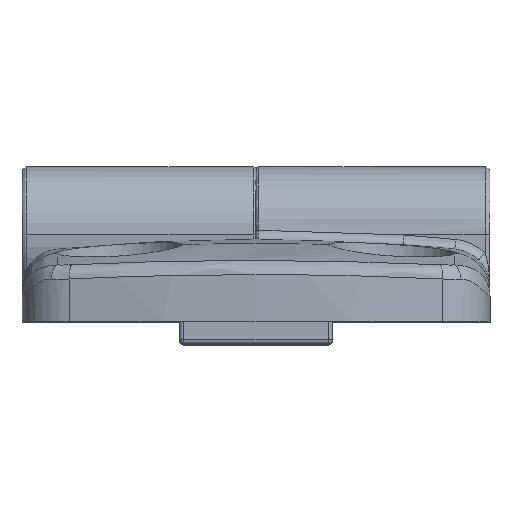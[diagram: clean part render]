
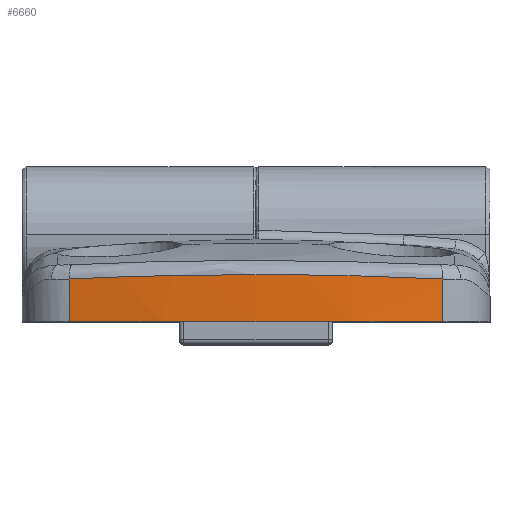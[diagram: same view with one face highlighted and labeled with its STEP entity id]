
A CAD part, top view. The second image highlights one B-rep face of the part: STEP entity #6660.
In plain terms, the highlighted cylindrical face has radius 100 mm (diameter 200 mm), a partial arc.
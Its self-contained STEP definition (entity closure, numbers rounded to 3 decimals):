
#215 = VERTEX_POINT ( 'NONE', #4837 ) ;
#229 = EDGE_CURVE ( 'NONE', #10711, #11217, #2767, .T. ) ;
#274 = EDGE_CURVE ( 'NONE', #2482, #10711, #5216, .T. ) ;
#381 = EDGE_CURVE ( 'NONE', #8697, #11217, #11761, .T. ) ;
#423 = EDGE_CURVE ( 'NONE', #215, #8697, #7405, .T. ) ;
#444 = EDGE_CURVE ( 'NONE', #215, #2482, #6824, .T. ) ;
#1680 = DIRECTION ( 'NONE',  ( 1., 0., 0. ) ) ;
#1708 = CYLINDRICAL_SURFACE ( 'NONE', #5910, 100. ) ;
#1762 = CARTESIAN_POINT ( 'NONE',  ( 0., 8.5, 70.5 ) ) ;
#1782 = DIRECTION ( 'NONE',  ( 0., -1., 0. ) ) ;
#2482 = VERTEX_POINT ( 'NONE', #7109 ) ;
#2767 = B_SPLINE_CURVE_WITH_KNOTS ( 'NONE', 3,
 ( #11776, #11843, #11744, #11724, #11707, #11698, #11683, #11681, #11672, #11639, #11625, #11606, #11594, #11590, #11553 ),
 .UNSPECIFIED., .F., .F.,
 ( 4, 2, 1, 1, 1, 1, 1, 2, 2, 4 ),
 ( 0., 0.25, 0.375, 0.438, 0.469, 0.484, 0.492, 0.496, 0.5, 1. ),
 .UNSPECIFIED. ) ;
#3059 = VECTOR ( 'NONE', #8961, 1000. ) ;
#4492 = ORIENTED_EDGE ( 'NONE', *, *, #274, .T. ) ;
#4603 = CARTESIAN_POINT ( 'NONE',  ( 19.149, 4.401, -27.65 ) ) ;
#4837 = CARTESIAN_POINT ( 'NONE',  ( -19.149, 0., -27.649 ) ) ;
#5216 = B_SPLINE_CURVE_WITH_KNOTS ( 'NONE', 3,
 ( #10537, #10548, #10510, #10501, #10490, #10473, #10448, #10447, #10423, #10413, #10410, #10398, #10396, #10373, #10364 ),
 .UNSPECIFIED., .F., .F.,
 ( 4, 2, 2, 1, 1, 1, 2, 2, 4 ),
 ( 0., 0.25, 0.375, 0.438, 0.469, 0.484, 0.492, 0.5, 1. ),
 .UNSPECIFIED. ) ;
#5910 = AXIS2_PLACEMENT_3D ( 'NONE', #1762, #1782, #1680 ) ;
#6660 = ADVANCED_FACE ( 'NONE', ( #10695 ), #1708, .T. ) ;
#6824 = LINE ( 'NONE', #8509, #9617 ) ;
#7109 = CARTESIAN_POINT ( 'NONE',  ( -19.149, 4.401, -27.65 ) ) ;
#7312 = EDGE_LOOP ( 'NONE', ( #11753, #10394, #10429, #4492, #9146 ) ) ;
#7405 = CIRCLE ( 'NONE', #10007, 100. ) ;
#8479 = DIRECTION ( 'NONE',  ( 0., 1., 0. ) ) ;
#8509 = CARTESIAN_POINT ( 'NONE',  ( -19.149, 8.5, -27.649 ) ) ;
#8587 = DIRECTION ( 'NONE',  ( 1., 0., 0. ) ) ;
#8590 = DIRECTION ( 'NONE',  ( 0., -1., 0. ) ) ;
#8600 = CARTESIAN_POINT ( 'NONE',  ( 0., 0., 70.5 ) ) ;
#8697 = VERTEX_POINT ( 'NONE', #9887 ) ;
#8961 = DIRECTION ( 'NONE',  ( 0., 1., 0. ) ) ;
#9146 = ORIENTED_EDGE ( 'NONE', *, *, #229, .T. ) ;
#9386 = CARTESIAN_POINT ( 'NONE',  ( 19.149, 16.02, -27.649 ) ) ;
#9617 = VECTOR ( 'NONE', #8479, 1000. ) ;
#9887 = CARTESIAN_POINT ( 'NONE',  ( 19.149, 0., -27.649 ) ) ;
#10007 = AXIS2_PLACEMENT_3D ( 'NONE', #8600, #8590, #8587 ) ;
#10364 = CARTESIAN_POINT ( 'NONE',  ( 0., 4.84, -29.5 ) ) ;
#10373 = CARTESIAN_POINT ( 'NONE',  ( -3.237, 4.84, -29.5 ) ) ;
#10394 = ORIENTED_EDGE ( 'NONE', *, *, #423, .F. ) ;
#10396 = CARTESIAN_POINT ( 'NONE',  ( -6.439, 4.805, -29.343 ) ) ;
#10398 = CARTESIAN_POINT ( 'NONE',  ( -9.642, 4.733, -29.034 ) ) ;
#10410 = CARTESIAN_POINT ( 'NONE',  ( -9.696, 4.732, -29.029 ) ) ;
#10413 = CARTESIAN_POINT ( 'NONE',  ( -9.799, 4.73, -29.019 ) ) ;
#10423 = CARTESIAN_POINT ( 'NONE',  ( -9.953, 4.726, -29.004 ) ) ;
#10429 = ORIENTED_EDGE ( 'NONE', *, *, #444, .T. ) ;
#10447 = CARTESIAN_POINT ( 'NONE',  ( -10.312, 4.718, -28.967 ) ) ;
#10448 = CARTESIAN_POINT ( 'NONE',  ( -11.029, 4.7, -28.891 ) ) ;
#10473 = CARTESIAN_POINT ( 'NONE',  ( -11.639, 4.684, -28.821 ) ) ;
#10490 = CARTESIAN_POINT ( 'NONE',  ( -12.854, 4.649, -28.674 ) ) ;
#10501 = CARTESIAN_POINT ( 'NONE',  ( -13.658, 4.624, -28.566 ) ) ;
#10510 = CARTESIAN_POINT ( 'NONE',  ( -16.047, 4.54, -28.217 ) ) ;
#10537 = CARTESIAN_POINT ( 'NONE',  ( -19.149, 4.401, -27.65 ) ) ;
#10548 = CARTESIAN_POINT ( 'NONE',  ( -17.613, 4.475, -27.949 ) ) ;
#10695 = FACE_OUTER_BOUND ( 'NONE', #7312, .T. ) ;
#10711 = VERTEX_POINT ( 'NONE', #11423 ) ;
#11217 = VERTEX_POINT ( 'NONE', #4603 ) ;
#11423 = CARTESIAN_POINT ( 'NONE',  ( 0., 4.84, -29.5 ) ) ;
#11553 = CARTESIAN_POINT ( 'NONE',  ( 19.149, 4.401, -27.65 ) ) ;
#11590 = CARTESIAN_POINT ( 'NONE',  ( 16.072, 4.55, -28.25 ) ) ;
#11594 = CARTESIAN_POINT ( 'NONE',  ( 12.878, 4.661, -28.723 ) ) ;
#11606 = CARTESIAN_POINT ( 'NONE',  ( 9.552, 4.735, -29.043 ) ) ;
#11625 = CARTESIAN_POINT ( 'NONE',  ( 9.529, 4.736, -29.045 ) ) ;
#11639 = CARTESIAN_POINT ( 'NONE',  ( 9.479, 4.737, -29.05 ) ) ;
#11672 = CARTESIAN_POINT ( 'NONE',  ( 9.406, 4.739, -29.057 ) ) ;
#11681 = CARTESIAN_POINT ( 'NONE',  ( 9.233, 4.742, -29.073 ) ) ;
#11683 = CARTESIAN_POINT ( 'NONE',  ( 8.888, 4.75, -29.105 ) ) ;
#11698 = CARTESIAN_POINT ( 'NONE',  ( 8.198, 4.764, -29.165 ) ) ;
#11707 = CARTESIAN_POINT ( 'NONE',  ( 6.812, 4.789, -29.273 ) ) ;
#11724 = CARTESIAN_POINT ( 'NONE',  ( 5.618, 4.805, -29.345 ) ) ;
#11744 = CARTESIAN_POINT ( 'NONE',  ( 3.223, 4.832, -29.461 ) ) ;
#11753 = ORIENTED_EDGE ( 'NONE', *, *, #381, .F. ) ;
#11761 = LINE ( 'NONE', #9386, #3059 ) ;
#11776 = CARTESIAN_POINT ( 'NONE',  ( 0., 4.84, -29.5 ) ) ;
#11843 = CARTESIAN_POINT ( 'NONE',  ( 1.616, 4.84, -29.5 ) ) ;
